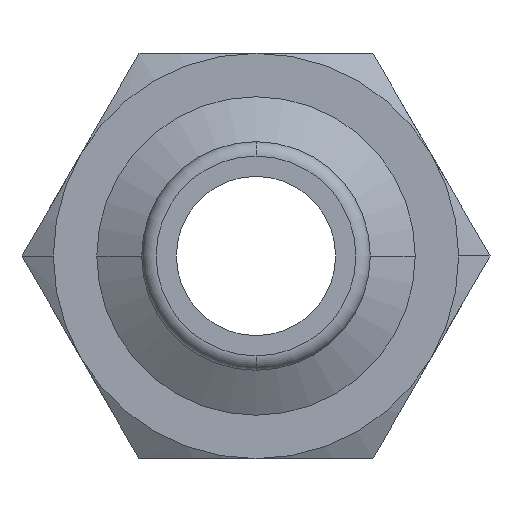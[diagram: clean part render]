
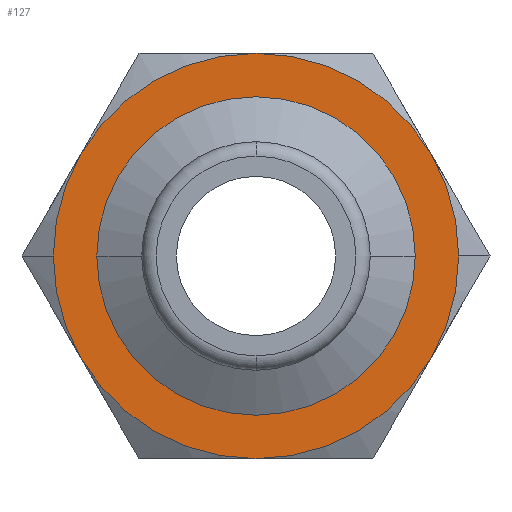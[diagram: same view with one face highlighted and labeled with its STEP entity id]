
A CAD part, front view. The second image highlights one B-rep face of the part: STEP entity #127.
In plain terms, the highlighted planar face has unit normal (0, -1, 0).
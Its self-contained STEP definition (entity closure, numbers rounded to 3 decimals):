
#127=ADVANCED_FACE('',(#283,#284),#285,.T.);
#283=FACE_OUTER_BOUND('',#468,.T.);
#284=FACE_BOUND('',#469,.T.);
#285=PLANE('',#470);
#468=EDGE_LOOP('',(#772,#773,#774,#775,#776,#777,#778,#779));
#469=EDGE_LOOP('',(#780,#781));
#470=AXIS2_PLACEMENT_3D('',#782,#783,#784);
#772=ORIENTED_EDGE('',*,*,#1165,.F.);
#773=ORIENTED_EDGE('',*,*,#1166,.F.);
#774=ORIENTED_EDGE('',*,*,#1157,.F.);
#775=ORIENTED_EDGE('',*,*,#1061,.F.);
#776=ORIENTED_EDGE('',*,*,#1167,.F.);
#777=ORIENTED_EDGE('',*,*,#1113,.F.);
#778=ORIENTED_EDGE('',*,*,#1168,.F.);
#779=ORIENTED_EDGE('',*,*,#1163,.F.);
#780=ORIENTED_EDGE('',*,*,#1143,.F.);
#781=ORIENTED_EDGE('',*,*,#1169,.F.);
#782=CARTESIAN_POINT('',(3.5,22.0,0.0));
#783=DIRECTION('',(-0.0,-1.0,-0.0));
#784=DIRECTION('',(-1.0,0.0,0.0));
#1061=EDGE_CURVE('',#1246,#1248,#1249,.T.);
#1113=EDGE_CURVE('',#1336,#1333,#1338,.T.);
#1143=EDGE_CURVE('',#1384,#1382,#1386,.T.);
#1157=EDGE_CURVE('',#1248,#1372,#1404,.T.);
#1163=EDGE_CURVE('',#1410,#1322,#1412,.T.);
#1165=EDGE_CURVE('',#1406,#1410,#1414,.T.);
#1166=EDGE_CURVE('',#1372,#1406,#1415,.T.);
#1167=EDGE_CURVE('',#1333,#1246,#1416,.T.);
#1168=EDGE_CURVE('',#1322,#1336,#1417,.T.);
#1169=EDGE_CURVE('',#1382,#1384,#1418,.T.);
#1246=VERTEX_POINT('',#1509);
#1248=VERTEX_POINT('',#1512);
#1249=CIRCLE('',#1513,7.0);
#1322=VERTEX_POINT('',#1637);
#1333=VERTEX_POINT('',#1694);
#1336=VERTEX_POINT('',#1708);
#1338=CIRCLE('',#1721,7.0);
#1372=VERTEX_POINT('',#1781);
#1382=VERTEX_POINT('',#1826);
#1384=VERTEX_POINT('',#1829);
#1386=CIRCLE('',#1832,5.5);
#1404=CIRCLE('',#1884,7.0);
#1406=VERTEX_POINT('',#1886);
#1410=VERTEX_POINT('',#1912);
#1412=CIRCLE('',#1915,7.0);
#1414=CIRCLE('',#1917,7.0);
#1415=CIRCLE('',#1918,7.0);
#1416=CIRCLE('',#1919,7.0);
#1417=CIRCLE('',#1920,7.0);
#1418=CIRCLE('',#1921,5.5);
#1509=CARTESIAN_POINT('',(-7.0,22.0,0.));
#1512=CARTESIAN_POINT('',(-6.062,22.0,3.5));
#1513=AXIS2_PLACEMENT_3D('',#2067,#2068,#2069);
#1637=CARTESIAN_POINT('',(6.062,22.0,-3.5));
#1694=CARTESIAN_POINT('',(-6.062,22.0,-3.5));
#1708=CARTESIAN_POINT('',(0.0,22.0,-7.0));
#1721=AXIS2_PLACEMENT_3D('',#2145,#2146,#2147);
#1781=CARTESIAN_POINT('',(0.,22.0,7.0));
#1826=CARTESIAN_POINT('',(5.5,22.0,0.));
#1829=CARTESIAN_POINT('',(-5.5,22.0,0.));
#1832=AXIS2_PLACEMENT_3D('',#2186,#2187,#2188);
#1884=AXIS2_PLACEMENT_3D('',#2205,#2206,#2207);
#1886=CARTESIAN_POINT('',(6.062,22.0,3.5));
#1912=CARTESIAN_POINT('',(7.0,22.0,0.));
#1915=AXIS2_PLACEMENT_3D('',#2209,#2210,#2211);
#1917=AXIS2_PLACEMENT_3D('',#2212,#2213,#2214);
#1918=AXIS2_PLACEMENT_3D('',#2215,#2216,#2217);
#1919=AXIS2_PLACEMENT_3D('',#2218,#2219,#2220);
#1920=AXIS2_PLACEMENT_3D('',#2221,#2222,#2223);
#1921=AXIS2_PLACEMENT_3D('',#2224,#2225,#2226);
#2067=CARTESIAN_POINT('',(0.0,22.0,0.0));
#2068=DIRECTION('',(-0.0,1.0,0.0));
#2069=DIRECTION('',(1.0,0.0,0.0));
#2145=CARTESIAN_POINT('',(0.0,22.0,0.0));
#2146=DIRECTION('',(-0.0,1.0,0.0));
#2147=DIRECTION('',(1.0,0.0,0.0));
#2186=CARTESIAN_POINT('',(0.0,22.0,0.0));
#2187=DIRECTION('',(0.0,-1.0,0.0));
#2188=DIRECTION('',(1.0,0.0,0.0));
#2205=CARTESIAN_POINT('',(0.0,22.0,0.0));
#2206=DIRECTION('',(-0.0,1.0,0.0));
#2207=DIRECTION('',(1.0,0.0,0.0));
#2209=CARTESIAN_POINT('',(0.0,22.0,0.0));
#2210=DIRECTION('',(-0.0,1.0,0.0));
#2211=DIRECTION('',(1.0,0.0,0.0));
#2212=CARTESIAN_POINT('',(0.0,22.0,0.0));
#2213=DIRECTION('',(-0.0,1.0,0.0));
#2214=DIRECTION('',(1.0,0.0,0.0));
#2215=CARTESIAN_POINT('',(0.0,22.0,0.0));
#2216=DIRECTION('',(-0.0,1.0,0.0));
#2217=DIRECTION('',(1.0,0.0,0.0));
#2218=CARTESIAN_POINT('',(0.0,22.0,0.0));
#2219=DIRECTION('',(-0.0,1.0,0.0));
#2220=DIRECTION('',(1.0,0.0,0.0));
#2221=CARTESIAN_POINT('',(0.0,22.0,0.0));
#2222=DIRECTION('',(-0.0,1.0,0.0));
#2223=DIRECTION('',(1.0,0.0,0.0));
#2224=CARTESIAN_POINT('',(0.0,22.0,0.0));
#2225=DIRECTION('',(0.0,-1.0,0.0));
#2226=DIRECTION('',(1.0,0.0,0.0));
